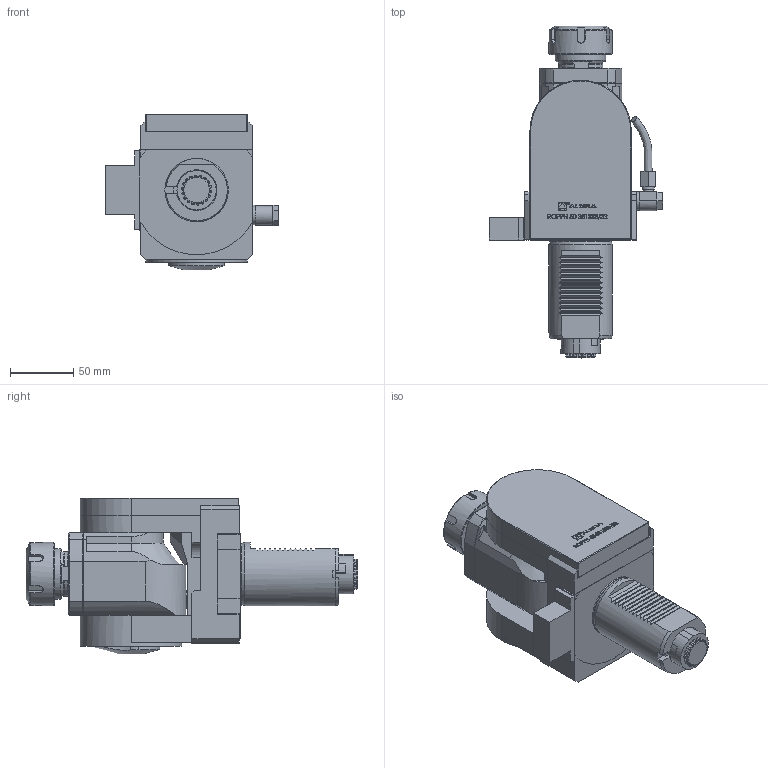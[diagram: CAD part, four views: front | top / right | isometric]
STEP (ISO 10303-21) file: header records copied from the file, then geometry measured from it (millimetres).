
FILE_DESCRIPTION (( 'STEP AP214' ), '1' );
FILE_NAME ('ROPPH50331SS332.STEP', '2025-07-30T12:59:10', ( '' ), ( '' ), 'SwSTEP 2.0', 'SolidWorks 2023', '' );
FILE_SCHEMA (( 'AUTOMOTIVE_DESIGN' ));
Length unit declared in the file: millimetre
Products named in the file (1): ROPPH50331SS332
Bounding box: 136.7 x 261.91 x 123 mm (x, y, z)
Volume: 1279111.8 mm3; surface area: 111521.2 mm2
Topology: 1 solids, 1 shells, 767 faces, 2096 edges, 1372 vertices
Faces by surface type: plane 421, cylinder 150, bspline 141, cone 41, torus 14
Full cylindrical faces by diameter (mm): 1.7 x1, 2.1 x1, 6.366 x1, 8.2 x1, 9.8 x1, 14.5 x1, 40 x1, 48.7 x1, 50 x2, 80 x1
Entity records: 40727 total; most frequent: CARTESIAN_POINT 14252, ORIENTED_EDGE 4128, DIRECTION 3095, EDGE_CURVE 2064, VERTEX_POINT 1361, LINE 1197, VECTOR 1197, AXIS2_PLACEMENT_3D 949
